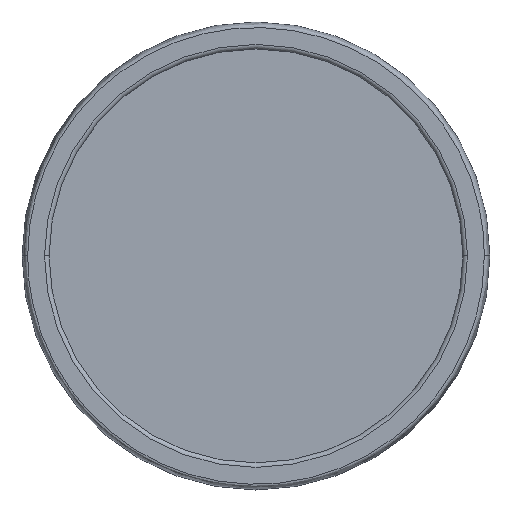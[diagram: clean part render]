
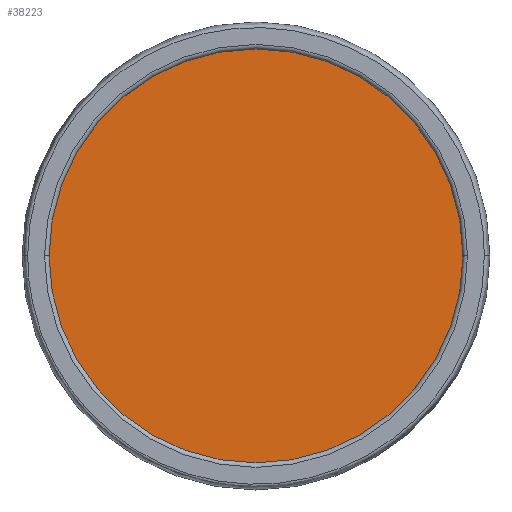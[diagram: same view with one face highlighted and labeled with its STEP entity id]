
A CAD part, top view. The second image highlights one B-rep face of the part: STEP entity #38223.
In plain terms, the highlighted planar face has unit normal (0, 0, 1).
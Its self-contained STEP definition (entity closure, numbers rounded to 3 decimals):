
#38156=CARTESIAN_POINT('',(0.,0.,1.52));
#38157=DIRECTION('',(0.,0.,1.));
#38158=DIRECTION('',(1.,0.,0.));
#38159=AXIS2_PLACEMENT_3D('',#38156,#38157,#38158);
#38161=CARTESIAN_POINT('',(0.,0.,1.52));
#38162=DIRECTION('',(0.,0.,1.));
#38163=DIRECTION('',(-1.,0.,0.));
#38164=AXIS2_PLACEMENT_3D('',#38161,#38162,#38163);
#38170=CARTESIAN_POINT('',(48.2,0.,1.52));
#38171=CARTESIAN_POINT('',(-48.2,0.,1.52));
#38172=VERTEX_POINT('',#38170);
#38173=VERTEX_POINT('',#38171);
#38214=CARTESIAN_POINT('',(0.,0.,1.52));
#38215=DIRECTION('',(0.,0.,1.));
#38216=DIRECTION('',(1.,0.,0.));
#38217=AXIS2_PLACEMENT_3D('',#38214,#38215,#38216);
#38218=PLANE('',#38217);
#38219=ORIENTED_EDGE('',*,*,#38194,.F.);
#38220=ORIENTED_EDGE('',*,*,#38208,.F.);
#38221=EDGE_LOOP('',(#38219,#38220));
#38222=FACE_OUTER_BOUND('',#38221,.F.);
#38223=ADVANCED_FACE('',(#38222),#38218,.T.);
#38160=CIRCLE('',#38159,48.2);
#38165=CIRCLE('',#38164,48.2);
#38194=EDGE_CURVE('',#38172,#38173,#38160,.T.);
#38208=EDGE_CURVE('',#38173,#38172,#38165,.T.);
